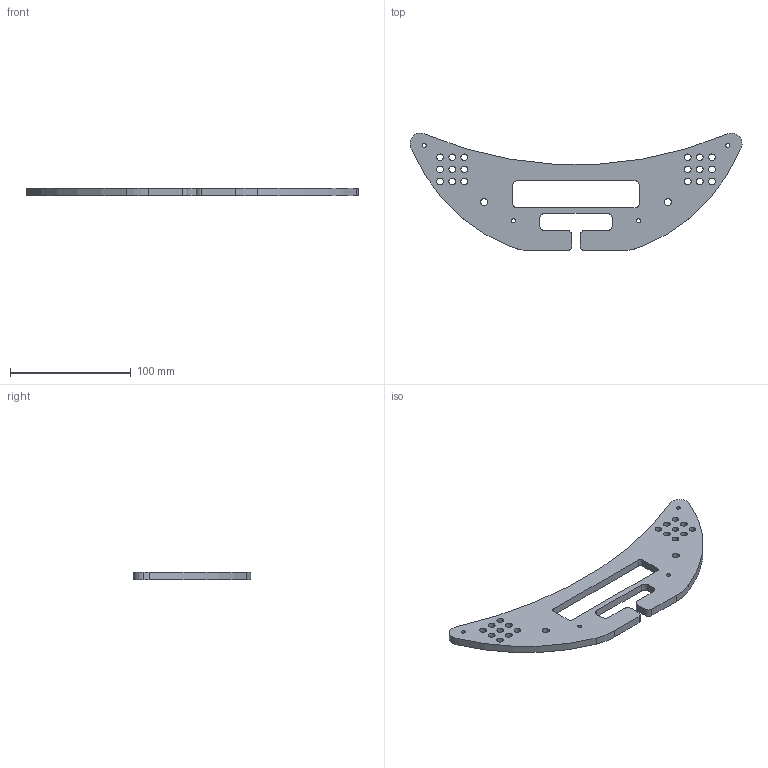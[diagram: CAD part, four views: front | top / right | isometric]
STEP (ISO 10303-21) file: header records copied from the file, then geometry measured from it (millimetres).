
FILE_DESCRIPTION (( 'STEP AP203' ), '1' );
FILE_NAME ('014949_GEO_B FOR REFRENCE ONLY.STEP', '2017-11-02T22:50:24', ( '' ), ( '' ), 'SwSTEP 2.0', 'SolidWorks 2016', '' );
FILE_SCHEMA (( 'CONFIG_CONTROL_DESIGN' ));
Length unit declared in the file: millimetre
Products named in the file (1): 014949_GEO_B FOR REFRENCE ONLY
Bounding box: 274.59 x 97.45 x 6.35 mm (x, y, z)
Volume: 81534.5 mm3; surface area: 34817.7 mm2
Topology: 1 solids, 1 shells, 83 faces, 243 edges, 162 vertices
Faces by surface type: cylinder 68, plane 15
Entity records: 3010 total; most frequent: DIRECTION 547, CARTESIAN_POINT 489, ORIENTED_EDGE 486, EDGE_CURVE 243, AXIS2_PLACEMENT_3D 220, VERTEX_POINT 162, CIRCLE 136, EDGE_LOOP 133
